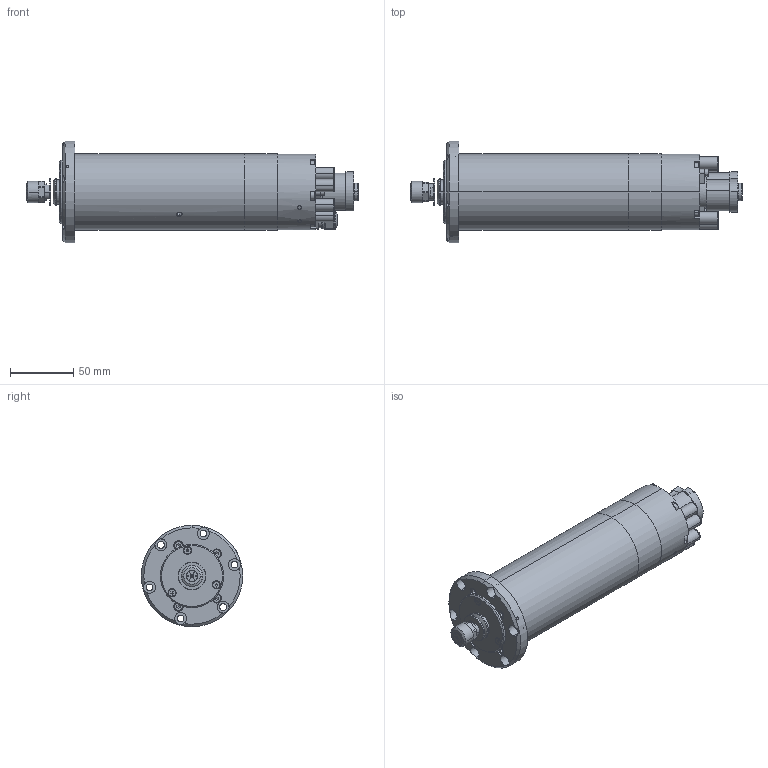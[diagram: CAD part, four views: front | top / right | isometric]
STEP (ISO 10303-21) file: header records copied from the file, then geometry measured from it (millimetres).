
FILE_DESCRIPTION (( 'STEP AP203' ), '1' );
FILE_NAME ('060A60FH-00B.STEP', '2010-05-06T14:00:03', ( 'IBAGCAD_7' ), ( 'IBAG Switzerland AG' ), 'SwSTEP 2.0', 'SolidWorks 2009', '' );
FILE_SCHEMA (( 'CONFIG_CONTROL_DESIGN' ));
Length unit declared in the file: millimetre
Products named in the file (1): 060A60FH-00B
Bounding box: 261.85 x 80 x 80 mm (x, y, z)
Surface area: 71323.8 mm2 (no closed solid volume)
Topology: 0 solids, 70 shells, 537 faces, 1753 edges, 1235 vertices
Faces by surface type: plane 234, cylinder 197, cone 64, torus 42
Entity records: 20163 total; most frequent: CARTESIAN_POINT 4367, DIRECTION 3599, ORIENTED_EDGE 2690, EDGE_CURVE 1723, AXIS2_PLACEMENT_3D 1401, VERTEX_POINT 1235, CIRCLE 863, VECTOR 797
